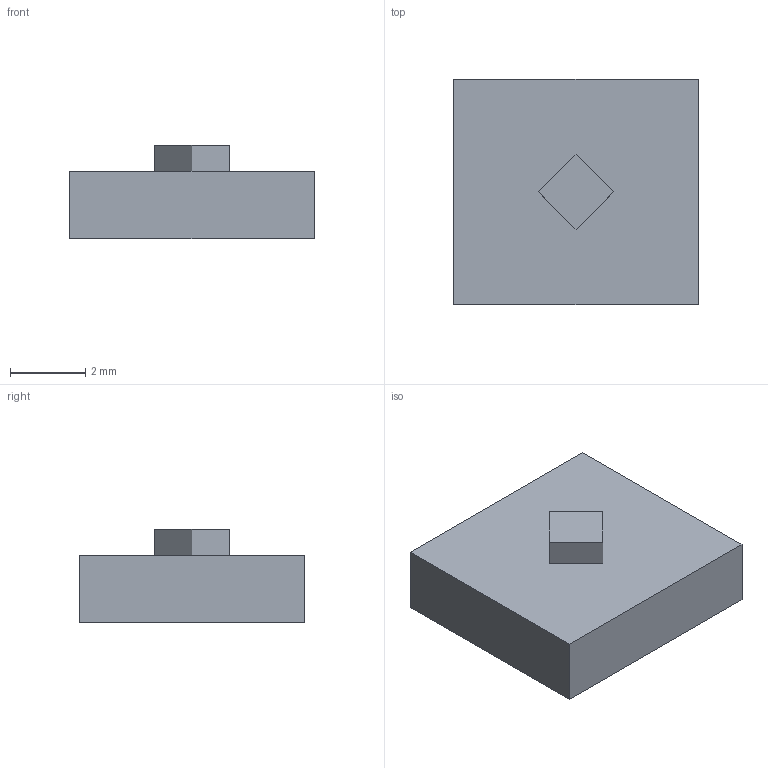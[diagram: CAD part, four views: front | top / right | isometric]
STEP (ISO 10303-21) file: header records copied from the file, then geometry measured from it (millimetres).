
FILE_DESCRIPTION(('FreeCAD Model'),'2;1');
FILE_NAME('Open CASCADE Shape Model','2024-11-30T18:34:37',('Author'),( ''),'Open CASCADE STEP processor 7.7','FreeCAD','Unknown');
FILE_SCHEMA(('AUTOMOTIVE_DESIGN { 1 0 10303 214 1 1 1 1 }'));
Length unit declared in the file: millimetre
Products named in the file (7): Unnamed; Body001; Body002; Pad; X-axis001; XY-plane001; Sketch001
Assembly tree (10 placements, depth 2):
  Unnamed
    Body001
    Body002
    Pad
    X-axis001  x3
    XY-plane001  x3
    Sketch001
Bounding box: 6.5 x 6 x 2.5 mm (x, y, z)
Surface area: 278 mm2
Topology: 3 solids, 3 shells, 17 faces, 41 edges, 31 vertices
Faces by surface type: plane 14, cylinder 3
Full cylindrical faces by diameter (mm): 2 x3
Entity records: 683 total; most frequent: DIRECTION 102, CARTESIAN_POINT 99, ORIENTED_EDGE 66, AXIS2_PLACEMENT_3D 35, EDGE_CURVE 33, LINE 32, VECTOR 32, VERTEX_POINT 22
